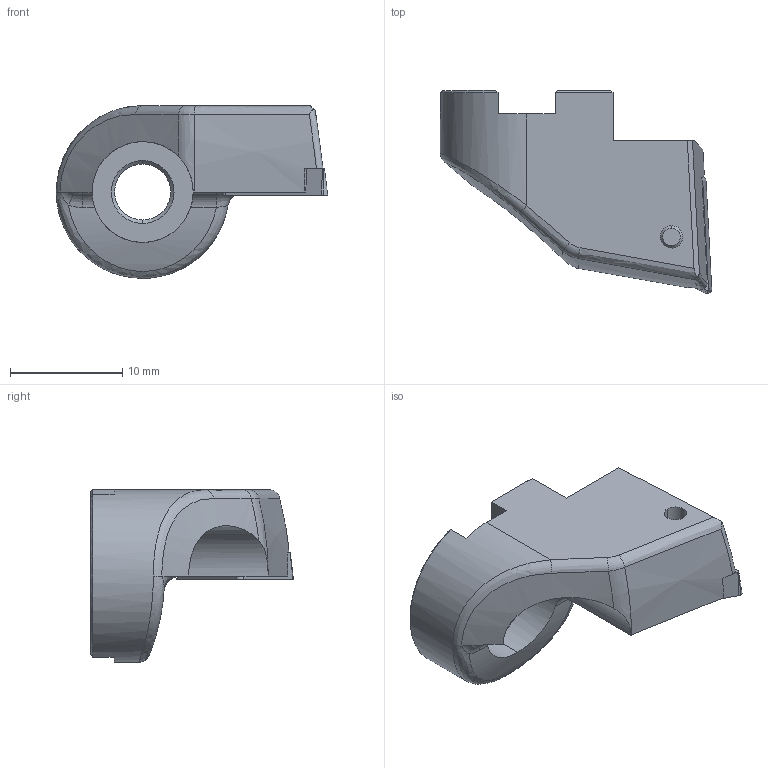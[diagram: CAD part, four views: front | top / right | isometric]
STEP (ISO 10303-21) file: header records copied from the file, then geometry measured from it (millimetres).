
FILE_DESCRIPTION(('no description'),'unknown implementation level');
FILE_NAME('A782388A-E965-41B0-8FD0-EF4381A9ABE8_export.stp',' ',('CIMSOURCE GmbH'),('CADClick - KiM GmbH - www.kimweb.de'),'unknown preprocess','ACIS','unknown authorization');
FILE_SCHEMA(('automotive_design'));
Length unit declared in the file: millimetre
Products named in the file (3): 626.143 Kaiser ENH 43 TC11 61-74|655.383 Kaiser TCGT 110204 K10C;Kombinieren1; 626.143 Kaiser ENH 43 TC11 61-74|694.122 Kaiser ETL M2.5x6.5 T7 IP 10S;Kreismuster1; 626.143 Kaiser ENH 43 TC11 61-74|626.143 Kaiser ENH 43 TC11 61-74;Verrundung4
Bounding box: 24.2 x 18.1 x 15.4 mm (x, y, z)
Volume: 2033.7 mm3; surface area: 1688 mm2
Topology: 3 solids, 3 shells, 112 faces, 278 edges, 172 vertices
Faces by surface type: cylinder 37, plane 34, cone 25, bspline 9, torus 7
Entity records: 11942 total; most frequent: CARTESIAN_POINT 6076, STYLED_ITEM 564, PRESENTATION_STYLE_ASSIGNMENT 564, DIRECTION 564, COLOUR_RGB 564, ORIENTED_EDGE 554, EDGE_CURVE 277, CURVE_STYLE 277
